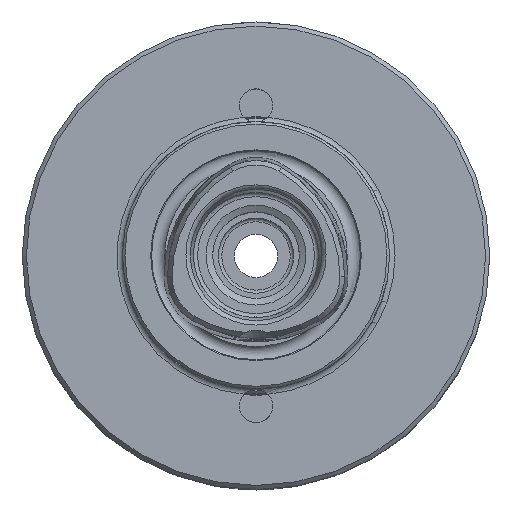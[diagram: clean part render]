
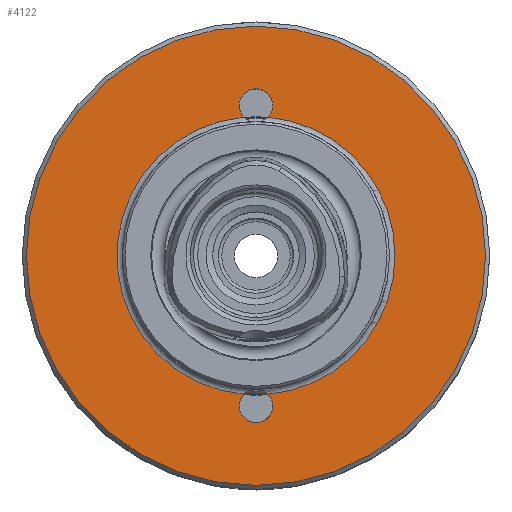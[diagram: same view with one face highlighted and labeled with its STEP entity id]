
A CAD part, top view. The second image highlights one B-rep face of the part: STEP entity #4122.
In plain terms, the highlighted planar face has unit normal (0, 0, 1).
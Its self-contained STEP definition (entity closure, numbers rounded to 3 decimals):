
#144=PLANE('',#4369);
#378=ORIENTED_EDGE('',*,*,#1012,.F.);
#379=ORIENTED_EDGE('',*,*,#1024,.F.);
#380=ORIENTED_EDGE('',*,*,#1014,.F.);
#381=ORIENTED_EDGE('',*,*,#1025,.F.);
#382=ORIENTED_EDGE('',*,*,#1001,.T.);
#1001=EDGE_CURVE('',#1332,#1332,#1594,.T.);
#1012=EDGE_CURVE('',#1343,#1342,#1604,.T.);
#1014=EDGE_CURVE('',#1345,#1344,#1605,.T.);
#1024=EDGE_CURVE('',#1344,#1343,#1615,.T.);
#1025=EDGE_CURVE('',#1342,#1345,#1616,.T.);
#1332=VERTEX_POINT('',#5662);
#1342=VERTEX_POINT('',#5693);
#1343=VERTEX_POINT('',#5694);
#1344=VERTEX_POINT('',#5704);
#1345=VERTEX_POINT('',#5705);
#1594=CIRCLE('',#4332,27.5);
#1604=CIRCLE('',#4347,2.);
#1605=CIRCLE('',#4349,2.);
#1615=CIRCLE('',#4370,16.65);
#1616=CIRCLE('',#4371,16.65);
#1831=EDGE_LOOP('',(#378,#379,#380,#381));
#1832=EDGE_LOOP('',(#382));
#2196=FACE_BOUND('',#1831,.T.);
#2197=FACE_BOUND('',#1832,.T.);
#4122=ADVANCED_FACE('',(#2196,#2197),#144,.T.);
#4332=AXIS2_PLACEMENT_3D('',#5661,#4762,#4763);
#4347=AXIS2_PLACEMENT_3D('',#5695,#4792,#4793);
#4349=AXIS2_PLACEMENT_3D('',#5706,#4796,#4797);
#4369=AXIS2_PLACEMENT_3D('',#5735,#4836,#4837);
#4370=AXIS2_PLACEMENT_3D('',#5736,#4838,#4839);
#4371=AXIS2_PLACEMENT_3D('',#5737,#4840,#4841);
#4762=DIRECTION('',(0.,0.,1.));
#4763=DIRECTION('',(1.,0.,0.));
#4792=DIRECTION('',(0.,0.,1.));
#4793=DIRECTION('',(1.,0.,0.));
#4796=DIRECTION('',(0.,0.,1.));
#4797=DIRECTION('',(1.,0.,0.));
#4836=DIRECTION('',(0.,0.,1.));
#4837=DIRECTION('',(1.,0.,0.));
#4838=DIRECTION('',(0.,0.,1.));
#4839=DIRECTION('',(1.,0.,0.));
#4840=DIRECTION('',(0.,0.,1.));
#4841=DIRECTION('',(1.,0.,0.));
#5661=CARTESIAN_POINT('',(0.,0.,-37.5));
#5662=CARTESIAN_POINT('',(27.5,0.,-37.5));
#5693=CARTESIAN_POINT('',(1.418,-16.59,-37.5));
#5694=CARTESIAN_POINT('',(-1.418,-16.59,-37.5));
#5695=CARTESIAN_POINT('',(0.,-18.,-37.5));
#5704=CARTESIAN_POINT('',(-1.418,16.59,-37.5));
#5705=CARTESIAN_POINT('',(1.418,16.59,-37.5));
#5706=CARTESIAN_POINT('',(0.,18.,-37.5));
#5735=CARTESIAN_POINT('',(16.65,0.,-37.5));
#5736=CARTESIAN_POINT('',(0.,0.,-37.5));
#5737=CARTESIAN_POINT('',(0.,0.,-37.5));
